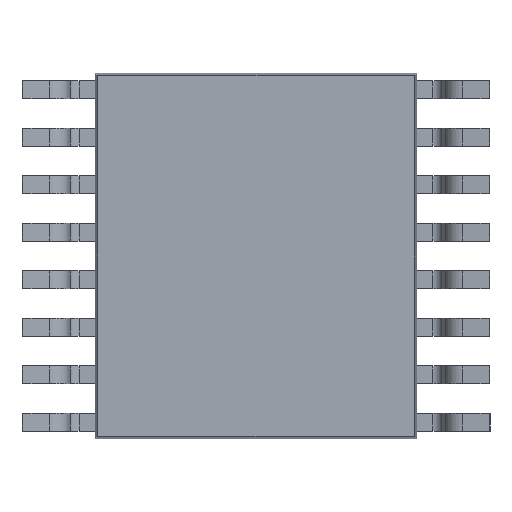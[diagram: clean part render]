
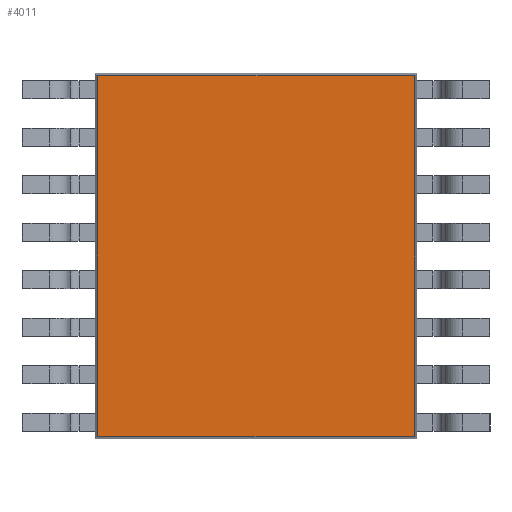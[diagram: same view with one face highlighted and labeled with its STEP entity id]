
A CAD part, front view. The second image highlights one B-rep face of the part: STEP entity #4011.
In plain terms, the highlighted planar face has unit normal (0, -1, 0).
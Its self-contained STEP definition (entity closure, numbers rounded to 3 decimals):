
#124 = DIRECTION ( 'NONE',  ( 1., 0., 0. ) ) ;
#153 = DIRECTION ( 'NONE',  ( 0., -1., 0. ) ) ;
#449 = CARTESIAN_POINT ( 'NONE',  ( -2.165, 0.15, -2.465 ) ) ;
#691 = EDGE_CURVE ( 'NONE', #6238, #5975, #4115, .T. ) ;
#707 = CARTESIAN_POINT ( 'NONE',  ( 2.165, 0.15, -2.5 ) ) ;
#748 = LINE ( 'NONE', #2530, #3726 ) ;
#1240 = EDGE_CURVE ( 'NONE', #5160, #4243, #3116, .T. ) ;
#1366 = ORIENTED_EDGE ( 'NONE', *, *, #1240, .T. ) ;
#1752 = DIRECTION ( 'NONE',  ( -1., 0., 0. ) ) ;
#1837 = DIRECTION ( 'NONE',  ( 0., 0., -1. ) ) ;
#2044 = EDGE_LOOP ( 'NONE', ( #4835, #6499, #1366, #7462 ) ) ;
#2530 = CARTESIAN_POINT ( 'NONE',  ( -2.2, 0.15, -2.465 ) ) ;
#3017 = CARTESIAN_POINT ( 'NONE',  ( 2.2, 0.15, 2.465 ) ) ;
#3116 = LINE ( 'NONE', #5966, #5771 ) ;
#3435 = CARTESIAN_POINT ( 'NONE',  ( 2.165, 0.15, 2.465 ) ) ;
#3522 = CARTESIAN_POINT ( 'NONE',  ( -2.165, 0.15, 2.465 ) ) ;
#3610 = FACE_OUTER_BOUND ( 'NONE', #2044, .T. ) ;
#3726 = VECTOR ( 'NONE', #4295, 1000. ) ;
#4011 = ADVANCED_FACE ( 'NONE', ( #3610 ), #7158, .T. ) ;
#4115 = LINE ( 'NONE', #707, #5683 ) ;
#4134 = LINE ( 'NONE', #3017, #7262 ) ;
#4243 = VERTEX_POINT ( 'NONE', #449 ) ;
#4295 = DIRECTION ( 'NONE',  ( 1., 0., 0. ) ) ;
#4571 = AXIS2_PLACEMENT_3D ( 'NONE', #5361, #153, #124 ) ;
#4835 = ORIENTED_EDGE ( 'NONE', *, *, #691, .T. ) ;
#5160 = VERTEX_POINT ( 'NONE', #3522 ) ;
#5182 = EDGE_CURVE ( 'NONE', #5975, #5160, #4134, .T. ) ;
#5361 = CARTESIAN_POINT ( 'NONE',  ( 0., 0.15, 0. ) ) ;
#5683 = VECTOR ( 'NONE', #7124, 1000. ) ;
#5771 = VECTOR ( 'NONE', #1837, 1000. ) ;
#5966 = CARTESIAN_POINT ( 'NONE',  ( -2.165, 0.15, 2.5 ) ) ;
#5975 = VERTEX_POINT ( 'NONE', #3435 ) ;
#6238 = VERTEX_POINT ( 'NONE', #6689 ) ;
#6499 = ORIENTED_EDGE ( 'NONE', *, *, #5182, .T. ) ;
#6620 = EDGE_CURVE ( 'NONE', #4243, #6238, #748, .T. ) ;
#6689 = CARTESIAN_POINT ( 'NONE',  ( 2.165, 0.15, -2.465 ) ) ;
#7124 = DIRECTION ( 'NONE',  ( 0., 0., 1. ) ) ;
#7158 = PLANE ( 'NONE',  #4571 ) ;
#7262 = VECTOR ( 'NONE', #1752, 1000. ) ;
#7462 = ORIENTED_EDGE ( 'NONE', *, *, #6620, .T. ) ;
